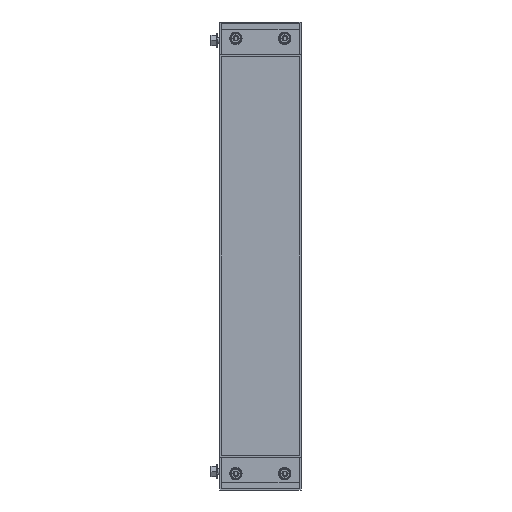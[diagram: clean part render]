
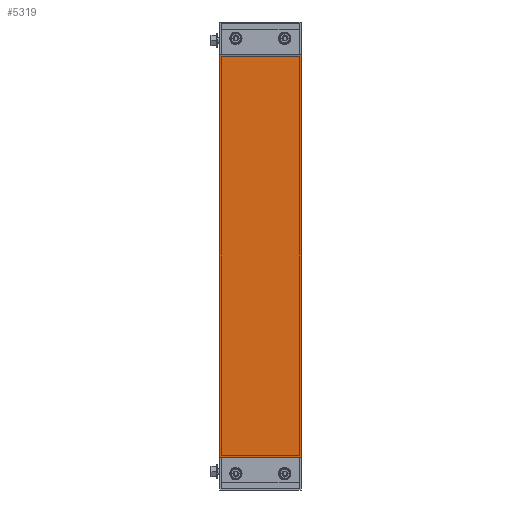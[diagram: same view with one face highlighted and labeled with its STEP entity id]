
A CAD part, left-side view. The second image highlights one B-rep face of the part: STEP entity #5319.
In plain terms, the highlighted planar face has unit normal (-1, 0, 0).
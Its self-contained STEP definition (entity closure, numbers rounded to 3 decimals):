
#162 = EDGE_CURVE ( 'NONE', #3994, #9827, #9275, .T. ) ;
#785 = VERTEX_POINT ( 'NONE', #1980 ) ;
#1628 = EDGE_CURVE ( 'NONE', #785, #3994, #9601, .T. ) ;
#1980 = CARTESIAN_POINT ( 'NONE',  ( 0., -100., 40.4 ) ) ;
#2107 = CARTESIAN_POINT ( 'NONE',  ( 0., 0., 40.4 ) ) ;
#2364 = CARTESIAN_POINT ( 'NONE',  ( 0., 0., 534.6 ) ) ;
#2396 = DIRECTION ( 'NONE',  ( 0., 0., 1. ) ) ;
#2507 = DIRECTION ( 'NONE',  ( 0., 1., 0. ) ) ;
#2694 = CARTESIAN_POINT ( 'NONE',  ( 0., -100., 40.4 ) ) ;
#2891 = CARTESIAN_POINT ( 'NONE',  ( 0., 0., 534.6 ) ) ;
#3197 = VECTOR ( 'NONE', #8954, 1000. ) ;
#3232 = LINE ( 'NONE', #6134, #9282 ) ;
#3885 = DIRECTION ( 'NONE',  ( 0., 0., -1. ) ) ;
#3994 = VERTEX_POINT ( 'NONE', #6657 ) ;
#4133 = CARTESIAN_POINT ( 'NONE',  ( 0., 0., 40.4 ) ) ;
#4610 = VECTOR ( 'NONE', #2507, 1000. ) ;
#4652 = VERTEX_POINT ( 'NONE', #2107 ) ;
#4776 = DIRECTION ( 'NONE',  ( -1., 0., 0. ) ) ;
#5318 = FACE_OUTER_BOUND ( 'NONE', #6125, .T. ) ;
#5319 = ADVANCED_FACE ( 'NONE', ( #5318 ), #6104, .T. ) ;
#5338 = ORIENTED_EDGE ( 'NONE', *, *, #9273, .T. ) ;
#6104 = PLANE ( 'NONE',  #9229 ) ;
#6125 = EDGE_LOOP ( 'NONE', ( #5338, #7203, #8058, #7573 ) ) ;
#6134 = CARTESIAN_POINT ( 'NONE',  ( 0., 0., 40.4 ) ) ;
#6264 = CARTESIAN_POINT ( 'NONE',  ( 0., 0., 0. ) ) ;
#6657 = CARTESIAN_POINT ( 'NONE',  ( 0., -100., 534.6 ) ) ;
#7091 = DIRECTION ( 'NONE',  ( 0., -1., 0. ) ) ;
#7203 = ORIENTED_EDGE ( 'NONE', *, *, #1628, .T. ) ;
#7510 = EDGE_CURVE ( 'NONE', #9827, #4652, #3232, .T. ) ;
#7573 = ORIENTED_EDGE ( 'NONE', *, *, #7510, .T. ) ;
#7854 = LINE ( 'NONE', #4133, #9969 ) ;
#8058 = ORIENTED_EDGE ( 'NONE', *, *, #162, .T. ) ;
#8954 = DIRECTION ( 'NONE',  ( 0., 0., 1. ) ) ;
#9229 = AXIS2_PLACEMENT_3D ( 'NONE', #6264, #4776, #2396 ) ;
#9273 = EDGE_CURVE ( 'NONE', #4652, #785, #7854, .T. ) ;
#9275 = LINE ( 'NONE', #2364, #4610 ) ;
#9282 = VECTOR ( 'NONE', #3885, 1000. ) ;
#9601 = LINE ( 'NONE', #2694, #3197 ) ;
#9827 = VERTEX_POINT ( 'NONE', #2891 ) ;
#9969 = VECTOR ( 'NONE', #7091, 1000. ) ;
